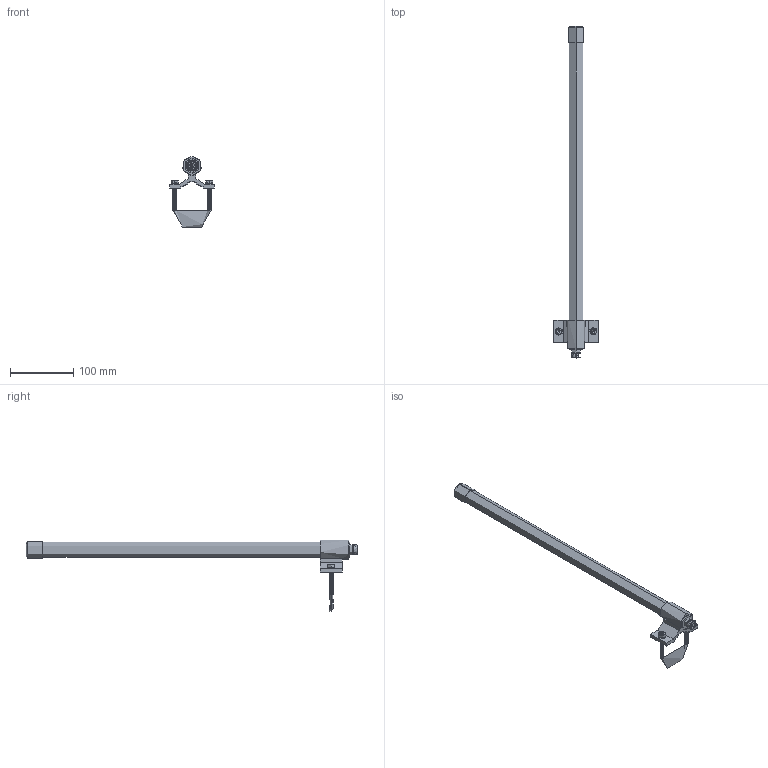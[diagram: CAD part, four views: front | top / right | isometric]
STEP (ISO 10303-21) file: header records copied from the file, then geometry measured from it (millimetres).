
FILE_DESCRIPTION (( 'STEP AP214' ), '1' );
FILE_NAME ('OMB.433.B03F21_Web.STEP', '2020-02-20T06:34:32', ( '' ), ( '' ), 'SwSTEP 2.0', 'SolidWorks 2017', '' );
FILE_SCHEMA (( 'AUTOMOTIVE_DESIGN' ));
Length unit declared in the file: millimetre
Products named in the file (8): ANTENNA; M6x5(Ni); CONNECTOR; COVER; OMB.433.B03F21_Web; 000411K000021A; OD12_ID6.4_T1.0; BRACKET
Assembly tree (9 placements, depth 2):
  OMB.433.B03F21_Web
    BRACKET
    ANTENNA
    COVER
    CONNECTOR
    000411K000021A
    M6x5(Ni)  x2
    OD12_ID6.4_T1.0  x2
Bounding box: 70 x 523 x 112.5 mm (x, y, z)
Volume: 107224 mm3
Topology: 8 solids, 10 shells, 385 faces, 895 edges, 531 vertices
Faces by surface type: cylinder 242, plane 79, bspline 54, cone 10
Entity records: 24660 total; most frequent: CARTESIAN_POINT 18089, ORIENTED_EDGE 1576, DIRECTION 971, EDGE_CURVE 790, VERTEX_POINT 466, AXIS2_PLACEMENT_3D 390, EDGE_LOOP 370, ADVANCED_FACE 348
